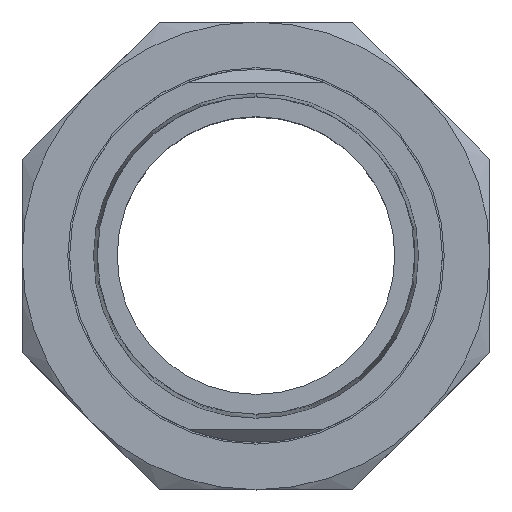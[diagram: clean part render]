
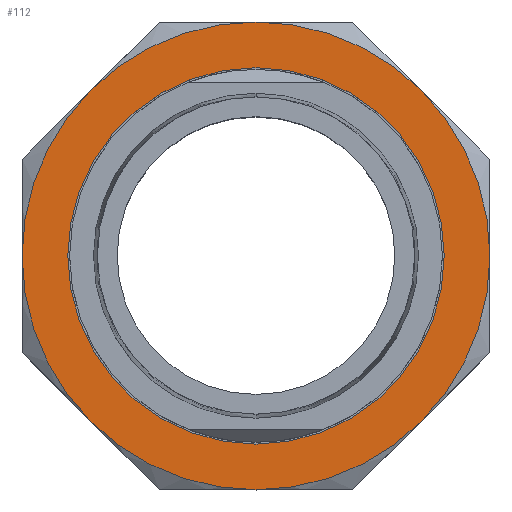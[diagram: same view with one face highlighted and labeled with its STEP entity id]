
A CAD part, top view. The second image highlights one B-rep face of the part: STEP entity #112.
In plain terms, the highlighted planar face has unit normal (0, 0, 1).
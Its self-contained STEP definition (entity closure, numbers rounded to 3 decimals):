
#97 = ORIENTED_EDGE ( 'NONE', *, *, #622, .T. ) ;
#98 = ORIENTED_EDGE ( 'NONE', *, *, #509, .T. ) ;
#99 = EDGE_LOOP ( 'NONE', ( #98, #97, #102, #103, #100, #212, #213, #210 ) ) ;
#100 = ORIENTED_EDGE ( 'NONE', *, *, #521, .T. ) ;
#102 = ORIENTED_EDGE ( 'NONE', *, *, #146, .T. ) ;
#103 = ORIENTED_EDGE ( 'NONE', *, *, #141, .T. ) ;
#104 = ORIENTED_EDGE ( 'NONE', *, *, #243, .F. ) ;
#105 = EDGE_LOOP ( 'NONE', ( #106, #104 ) ) ;
#106 = ORIENTED_EDGE ( 'NONE', *, *, #110, .F. ) ;
#110 = EDGE_CURVE ( 'NONE', #242, #610, #934, .T. ) ;
#112 = ADVANCED_FACE ( 'NONE', ( #926, #925 ), #988, .F. ) ;
#118 = VERTEX_POINT ( 'NONE', #979 ) ;
#119 = VERTEX_POINT ( 'NONE', #978 ) ;
#137 = VERTEX_POINT ( 'NONE', #1043 ) ;
#141 = EDGE_CURVE ( 'NONE', #119, #118, #1023, .T. ) ;
#146 = EDGE_CURVE ( 'NONE', #137, #119, #1013, .T. ) ;
#210 = ORIENTED_EDGE ( 'NONE', *, *, #743, .T. ) ;
#212 = ORIENTED_EDGE ( 'NONE', *, *, #591, .T. ) ;
#213 = ORIENTED_EDGE ( 'NONE', *, *, #694, .T. ) ;
#242 = VERTEX_POINT ( 'NONE', #1204 ) ;
#243 = EDGE_CURVE ( 'NONE', #610, #242, #1203, .T. ) ;
#509 = EDGE_CURVE ( 'NONE', #510, #619, #1647, .T. ) ;
#510 = VERTEX_POINT ( 'NONE', #1648 ) ;
#517 = VERTEX_POINT ( 'NONE', #1689 ) ;
#521 = EDGE_CURVE ( 'NONE', #118, #517, #1724, .T. ) ;
#591 = EDGE_CURVE ( 'NONE', #517, #696, #1894, .T. ) ;
#610 = VERTEX_POINT ( 'NONE', #1916 ) ;
#619 = VERTEX_POINT ( 'NONE', #1907 ) ;
#622 = EDGE_CURVE ( 'NONE', #619, #137, #1966, .T. ) ;
#679 = VERTEX_POINT ( 'NONE', #2054 ) ;
#694 = EDGE_CURVE ( 'NONE', #696, #679, #2072, .T. ) ;
#696 = VERTEX_POINT ( 'NONE', #2067 ) ;
#743 = EDGE_CURVE ( 'NONE', #679, #510, #2175, .T. ) ;
#925 = FACE_OUTER_BOUND ( 'NONE', #99, .T. ) ;
#926 = FACE_BOUND ( 'NONE', #105, .T. ) ;
#927 = DIRECTION ( 'NONE',  ( 1., 0., 0. ) ) ;
#928 = DIRECTION ( 'NONE',  ( 0., 0., 1. ) ) ;
#929 = CARTESIAN_POINT ( 'NONE',  ( 0., 0., 16.5 ) ) ;
#930 = AXIS2_PLACEMENT_3D ( 'NONE', #929, #928, #927 ) ;
#934 = CIRCLE ( 'NONE', #930, 51.5 ) ;
#978 = CARTESIAN_POINT ( 'NONE',  ( -45.255, 45.255, 16.5 ) ) ;
#979 = CARTESIAN_POINT ( 'NONE',  ( -64., 0., 16.5 ) ) ;
#984 = DIRECTION ( 'NONE',  ( -1., 0., 0. ) ) ;
#985 = DIRECTION ( 'NONE',  ( 0., 0., -1. ) ) ;
#986 = CARTESIAN_POINT ( 'NONE',  ( 0., 64., 16.5 ) ) ;
#987 = AXIS2_PLACEMENT_3D ( 'NONE', #986, #985, #984 ) ;
#988 = PLANE ( 'NONE',  #987 ) ;
#1012 = AXIS2_PLACEMENT_3D ( 'NONE', #1077, #1076, #1075 ) ;
#1013 = CIRCLE ( 'NONE', #1012, 64. ) ;
#1020 = DIRECTION ( 'NONE',  ( 1., 0., 0. ) ) ;
#1021 = DIRECTION ( 'NONE',  ( 0., 0., 1. ) ) ;
#1022 = AXIS2_PLACEMENT_3D ( 'NONE', #1033, #1021, #1020 ) ;
#1023 = CIRCLE ( 'NONE', #1022, 64. ) ;
#1033 = CARTESIAN_POINT ( 'NONE',  ( 0., 0., 16.5 ) ) ;
#1043 = CARTESIAN_POINT ( 'NONE',  ( 0., 64., 16.5 ) ) ;
#1075 = DIRECTION ( 'NONE',  ( 1., 0., 0. ) ) ;
#1076 = DIRECTION ( 'NONE',  ( 0., 0., 1. ) ) ;
#1077 = CARTESIAN_POINT ( 'NONE',  ( 0., 0., 16.5 ) ) ;
#1199 = DIRECTION ( 'NONE',  ( 1., 0., 0. ) ) ;
#1200 = DIRECTION ( 'NONE',  ( 0., 0., 1. ) ) ;
#1201 = CARTESIAN_POINT ( 'NONE',  ( 0., 0., 16.5 ) ) ;
#1202 = AXIS2_PLACEMENT_3D ( 'NONE', #1201, #1200, #1199 ) ;
#1203 = CIRCLE ( 'NONE', #1202, 51.5 ) ;
#1204 = CARTESIAN_POINT ( 'NONE',  ( 51.5, 0., 16.5 ) ) ;
#1646 = AXIS2_PLACEMENT_3D ( 'NONE', #1700, #1699, #1698 ) ;
#1647 = CIRCLE ( 'NONE', #1646, 64. ) ;
#1648 = CARTESIAN_POINT ( 'NONE',  ( 64., 0., 16.5 ) ) ;
#1689 = CARTESIAN_POINT ( 'NONE',  ( -45.255, -45.255, 16.5 ) ) ;
#1698 = DIRECTION ( 'NONE',  ( 1., 0., 0. ) ) ;
#1699 = DIRECTION ( 'NONE',  ( 0., 0., 1. ) ) ;
#1700 = CARTESIAN_POINT ( 'NONE',  ( 0., 0., 16.5 ) ) ;
#1710 = DIRECTION ( 'NONE',  ( 1., 0., 0. ) ) ;
#1711 = DIRECTION ( 'NONE',  ( 0., 0., 1. ) ) ;
#1712 = CARTESIAN_POINT ( 'NONE',  ( 0., 0., 16.5 ) ) ;
#1723 = AXIS2_PLACEMENT_3D ( 'NONE', #1712, #1711, #1710 ) ;
#1724 = CIRCLE ( 'NONE', #1723, 64. ) ;
#1882 = DIRECTION ( 'NONE',  ( 1., 0., 0. ) ) ;
#1883 = DIRECTION ( 'NONE',  ( 0., 0., 1. ) ) ;
#1884 = CARTESIAN_POINT ( 'NONE',  ( 0., 0., 16.5 ) ) ;
#1885 = AXIS2_PLACEMENT_3D ( 'NONE', #1884, #1883, #1882 ) ;
#1894 = CIRCLE ( 'NONE', #1885, 64. ) ;
#1907 = CARTESIAN_POINT ( 'NONE',  ( 45.255, 45.255, 16.5 ) ) ;
#1916 = CARTESIAN_POINT ( 'NONE',  ( -51.5, 0., 16.5 ) ) ;
#1957 = DIRECTION ( 'NONE',  ( 1., 0., 0. ) ) ;
#1958 = DIRECTION ( 'NONE',  ( 0., 0., 1. ) ) ;
#1959 = CARTESIAN_POINT ( 'NONE',  ( 0., 0., 16.5 ) ) ;
#1960 = AXIS2_PLACEMENT_3D ( 'NONE', #1959, #1958, #1957 ) ;
#1966 = CIRCLE ( 'NONE', #1960, 64. ) ;
#2054 = CARTESIAN_POINT ( 'NONE',  ( 45.255, -45.255, 16.5 ) ) ;
#2067 = CARTESIAN_POINT ( 'NONE',  ( 0., -64., 16.5 ) ) ;
#2068 = DIRECTION ( 'NONE',  ( 1., 0., 0. ) ) ;
#2069 = DIRECTION ( 'NONE',  ( 0., 0., 1. ) ) ;
#2070 = CARTESIAN_POINT ( 'NONE',  ( 0., 0., 16.5 ) ) ;
#2071 = AXIS2_PLACEMENT_3D ( 'NONE', #2070, #2069, #2068 ) ;
#2072 = CIRCLE ( 'NONE', #2071, 64. ) ;
#2165 = DIRECTION ( 'NONE',  ( 1., 0., 0. ) ) ;
#2166 = DIRECTION ( 'NONE',  ( 0., 0., 1. ) ) ;
#2167 = CARTESIAN_POINT ( 'NONE',  ( 0., 0., 16.5 ) ) ;
#2168 = AXIS2_PLACEMENT_3D ( 'NONE', #2167, #2166, #2165 ) ;
#2175 = CIRCLE ( 'NONE', #2168, 64. ) ;
